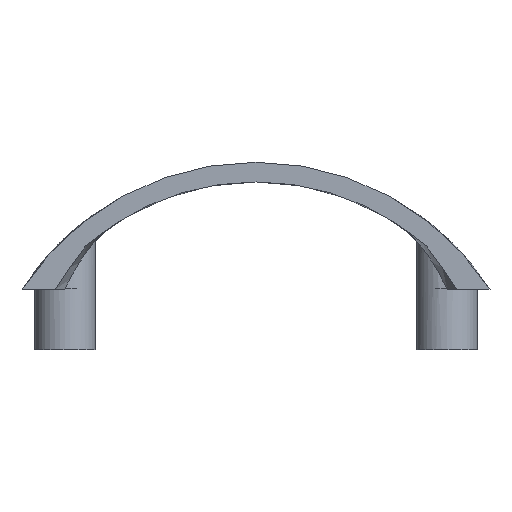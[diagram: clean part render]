
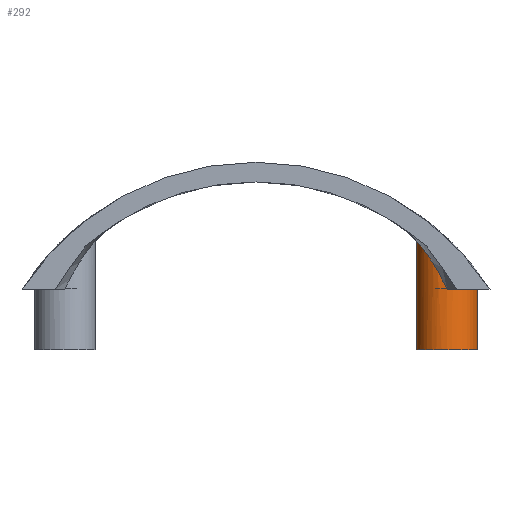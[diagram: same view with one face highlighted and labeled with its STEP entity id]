
A CAD part, front view. The second image highlights one B-rep face of the part: STEP entity #292.
In plain terms, the highlighted cylindrical face has radius 3.1 mm (diameter 6.2 mm), a partial arc.
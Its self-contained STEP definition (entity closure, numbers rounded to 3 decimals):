
#27 = VERTEX_POINT ( 'NONE', #788 ) ;
#35 = VERTEX_POINT ( 'NONE', #2999 ) ;
#52 = CARTESIAN_POINT ( 'NONE',  ( 42.19, 0.982, 1.875 ) ) ;
#74 = CARTESIAN_POINT ( 'NONE',  ( 42.123, 1.004, 1.991 ) ) ;
#92 = ORIENTED_EDGE ( 'NONE', *, *, #1662, .T. ) ;
#93 = CARTESIAN_POINT ( 'NONE',  ( 40.062, 3.446, 4.922 ) ) ;
#230 = EDGE_CURVE ( 'NONE', #35, #2734, #1047, .T. ) ;
#292 = ADVANCED_FACE ( 'NONE', ( #3325 ), #776, .T. ) ;
#349 = ORIENTED_EDGE ( 'NONE', *, *, #3310, .T. ) ;
#368 = CARTESIAN_POINT ( 'NONE',  ( 41.124, 1.569, 3.547 ) ) ;
#387 = CARTESIAN_POINT ( 'NONE',  ( 40.311, 2.637, 4.623 ) ) ;
#415 = DIRECTION ( 'NONE',  ( -1., 0., 0. ) ) ;
#429 = ORIENTED_EDGE ( 'NONE', *, *, #230, .F. ) ;
#602 = CARTESIAN_POINT ( 'NONE',  ( 40.084, 3.323, 4.896 ) ) ;
#616 = VECTOR ( 'NONE', #2302, 1000. ) ;
#623 = CARTESIAN_POINT ( 'NONE',  ( 40.874, 1.803, 3.895 ) ) ;
#662 = VERTEX_POINT ( 'NONE', #671 ) ;
#671 = CARTESIAN_POINT ( 'NONE',  ( 43.169, 0.838, 0. ) ) ;
#684 = ORIENTED_EDGE ( 'NONE', *, *, #2947, .F. ) ;
#759 = CARTESIAN_POINT ( 'NONE',  ( 43.125, 3.938, -6.115 ) ) ;
#769 = AXIS2_PLACEMENT_3D ( 'NONE', #759, #1833, #1035 ) ;
#776 = CYLINDRICAL_SURFACE ( 'NONE', #769, 3.1 ) ;
#788 = CARTESIAN_POINT ( 'NONE',  ( 40.025, 3.937, 4.965 ) ) ;
#814 = DIRECTION ( 'NONE',  ( 0., 0., -1. ) ) ;
#842 = CARTESIAN_POINT ( 'NONE',  ( 42.045, 1.031, 2.124 ) ) ;
#860 = CARTESIAN_POINT ( 'NONE',  ( 41.177, 1.526, 3.472 ) ) ;
#895 = CARTESIAN_POINT ( 'NONE',  ( 41.187, 1.518, 3.457 ) ) ;
#914 = CARTESIAN_POINT ( 'NONE',  ( 40.141, 3.087, 4.828 ) ) ;
#981 = LINE ( 'NONE', #3358, #1224 ) ;
#994 = DIRECTION ( 'NONE',  ( 0., 0., 1. ) ) ;
#1035 = DIRECTION ( 'NONE',  ( 1., 0., 0. ) ) ;
#1047 = CIRCLE ( 'NONE', #1432, 3.1 ) ;
#1102 = CARTESIAN_POINT ( 'NONE',  ( 42.178, 0.986, 1.895 ) ) ;
#1122 = CARTESIAN_POINT ( 'NONE',  ( 40.025, 3.814, 4.965 ) ) ;
#1177 = CARTESIAN_POINT ( 'NONE',  ( 41.348, 1.39, 3.225 ) ) ;
#1204 = DIRECTION ( 'NONE',  ( 0., 0., -1. ) ) ;
#1224 = VECTOR ( 'NONE', #994, 1000. ) ;
#1275 = CARTESIAN_POINT ( 'NONE',  ( 46.225, 3.938, 0. ) ) ;
#1394 = CARTESIAN_POINT ( 'NONE',  ( 41.89, 1.091, 2.381 ) ) ;
#1411 = CARTESIAN_POINT ( 'NONE',  ( 40.177, 2.972, 4.785 ) ) ;
#1432 = AXIS2_PLACEMENT_3D ( 'NONE', #2293, #1204, #415 ) ;
#1439 = CIRCLE ( 'NONE', #3096, 3.1 ) ;
#1638 = CARTESIAN_POINT ( 'NONE',  ( 40.992, 1.688, 3.733 ) ) ;
#1650 = B_SPLINE_CURVE_WITH_KNOTS ( 'NONE', 3,
 ( #3226, #1933, #1916, #2670, #52, #1102, #1898, #74, #842, #1394, #3264, #2157, #1177, #2935, #895, #860, #3208, #368, #2952, #1638, #623, #2970, #3244, #1677, #3282, #1658, #387, #2229, #2687, #1411, #914, #602, #93, #2708, #1122, #2452 ),
 .UNSPECIFIED., .F., .F.,
 ( 4, 2, 2, 1, 1, 1, 1, 2, 2, 2, 1, 1, 1, 2, 2, 2, 2, 1, 2, 2, 2, 4 ),
 ( 0., 0.125, 0.127, 0.129, 0.133, 0.141, 0.156, 0.187, 0.25, 0.252, 0.254, 0.258, 0.266, 0.281, 0.312, 0.375, 0.383, 0.391, 0.406, 0.437, 0.469, 0.5 ),
 .UNSPECIFIED. ) ;
#1658 = CARTESIAN_POINT ( 'NONE',  ( 40.336, 2.583, 4.591 ) ) ;
#1662 = EDGE_CURVE ( 'NONE', #35, #3081, #981, .T. ) ;
#1665 = CARTESIAN_POINT ( 'NONE',  ( 40.025, 3.938, -6.115 ) ) ;
#1677 = CARTESIAN_POINT ( 'NONE',  ( 40.465, 2.329, 4.431 ) ) ;
#1735 = LINE ( 'NONE', #2252, #616 ) ;
#1769 = EDGE_LOOP ( 'NONE', ( #684, #429, #92, #2996, #349 ) ) ;
#1833 = DIRECTION ( 'NONE',  ( 0., 0., 1. ) ) ;
#1885 = CARTESIAN_POINT ( 'NONE',  ( 43.125, 3.938, 0. ) ) ;
#1898 = CARTESIAN_POINT ( 'NONE',  ( 42.162, 0.991, 1.924 ) ) ;
#1916 = CARTESIAN_POINT ( 'NONE',  ( 42.512, 0.881, 1.315 ) ) ;
#1933 = CARTESIAN_POINT ( 'NONE',  ( 42.84, 0.833, 0.697 ) ) ;
#2157 = CARTESIAN_POINT ( 'NONE',  ( 41.509, 1.285, 2.985 ) ) ;
#2229 = CARTESIAN_POINT ( 'NONE',  ( 40.273, 2.719, 4.668 ) ) ;
#2252 = CARTESIAN_POINT ( 'NONE',  ( 40.025, 3.938, -6.115 ) ) ;
#2293 = CARTESIAN_POINT ( 'NONE',  ( 43.125, 3.938, -6.115 ) ) ;
#2302 = DIRECTION ( 'NONE',  ( 0., 0., 1. ) ) ;
#2452 = CARTESIAN_POINT ( 'NONE',  ( 40.025, 3.937, 4.965 ) ) ;
#2645 = EDGE_CURVE ( 'NONE', #3081, #662, #1439, .T. ) ;
#2670 = CARTESIAN_POINT ( 'NONE',  ( 42.196, 0.98, 1.864 ) ) ;
#2687 = CARTESIAN_POINT ( 'NONE',  ( 40.24, 2.803, 4.71 ) ) ;
#2708 = CARTESIAN_POINT ( 'NONE',  ( 40.032, 3.69, 4.957 ) ) ;
#2734 = VERTEX_POINT ( 'NONE', #1665 ) ;
#2906 = DIRECTION ( 'NONE',  ( -1., 0., 0. ) ) ;
#2935 = CARTESIAN_POINT ( 'NONE',  ( 41.193, 1.513, 3.448 ) ) ;
#2947 = EDGE_CURVE ( 'NONE', #2734, #27, #1735, .T. ) ;
#2952 = CARTESIAN_POINT ( 'NONE',  ( 41.052, 1.632, 3.65 ) ) ;
#2970 = CARTESIAN_POINT ( 'NONE',  ( 40.8, 1.884, 3.995 ) ) ;
#2996 = ORIENTED_EDGE ( 'NONE', *, *, #2645, .T. ) ;
#2999 = CARTESIAN_POINT ( 'NONE',  ( 46.225, 3.938, -6.115 ) ) ;
#3081 = VERTEX_POINT ( 'NONE', #1275 ) ;
#3096 = AXIS2_PLACEMENT_3D ( 'NONE', #1885, #814, #2906 ) ;
#3208 = CARTESIAN_POINT ( 'NONE',  ( 41.161, 1.539, 3.495 ) ) ;
#3226 = CARTESIAN_POINT ( 'NONE',  ( 43.169, 0.838, 0. ) ) ;
#3244 = CARTESIAN_POINT ( 'NONE',  ( 40.589, 2.141, 4.274 ) ) ;
#3264 = CARTESIAN_POINT ( 'NONE',  ( 41.762, 1.152, 2.588 ) ) ;
#3282 = CARTESIAN_POINT ( 'NONE',  ( 40.35, 2.555, 4.574 ) ) ;
#3310 = EDGE_CURVE ( 'NONE', #662, #27, #1650, .T. ) ;
#3325 = FACE_OUTER_BOUND ( 'NONE', #1769, .T. ) ;
#3358 = CARTESIAN_POINT ( 'NONE',  ( 46.225, 3.938, -6.115 ) ) ;
